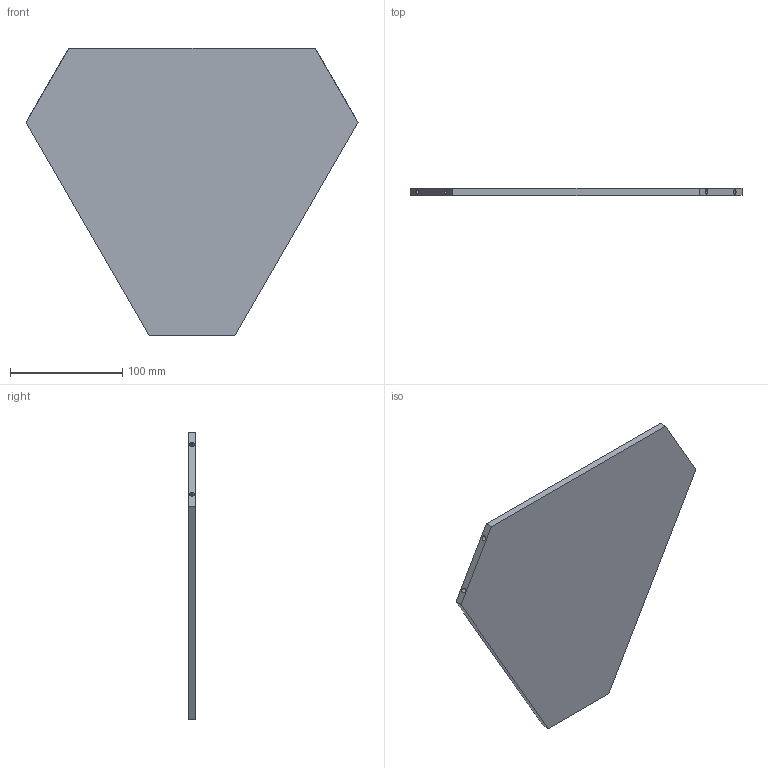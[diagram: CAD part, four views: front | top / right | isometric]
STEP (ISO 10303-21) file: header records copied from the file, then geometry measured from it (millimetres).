
FILE_DESCRIPTION (( 'STEP AP203' ), '1' );
FILE_NAME ('upper platform_Default_sldprt.STEP', '2018-02-10T01:21:09', ( '' ), ( '' ), 'SwSTEP 2.0', 'SolidWorks 2017', '' );
FILE_SCHEMA (( 'CONFIG_CONTROL_DESIGN' ));
Length unit declared in the file: inch
Products named in the file (1): upper platform_Default_sldprt
Bounding box: 295.18 x 6.35 x 255.64 mm (x, y, z)
Volume: 330254.4 mm3; surface area: 111003.2 mm2
Topology: 1 solids, 1 shells, 32 faces, 78 edges, 42 vertices
Faces by surface type: cylinder 12, cone 12, plane 8
Entity records: 925 total; most frequent: DIRECTION 156, CARTESIAN_POINT 141, ORIENTED_EDGE 132, EDGE_CURVE 66, AXIS2_PLACEMENT_3D 57, LINE 42, VERTEX_POINT 42, VECTOR 42
